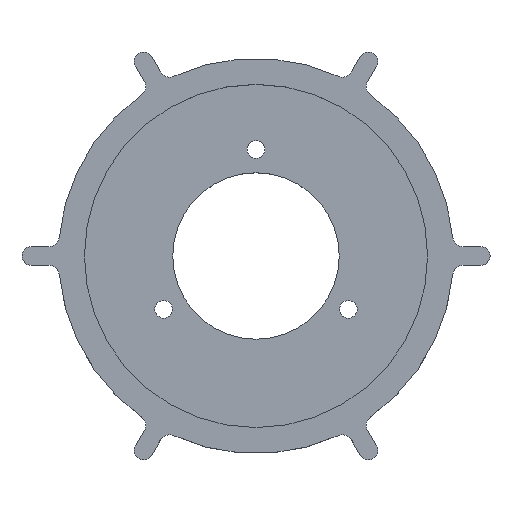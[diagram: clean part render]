
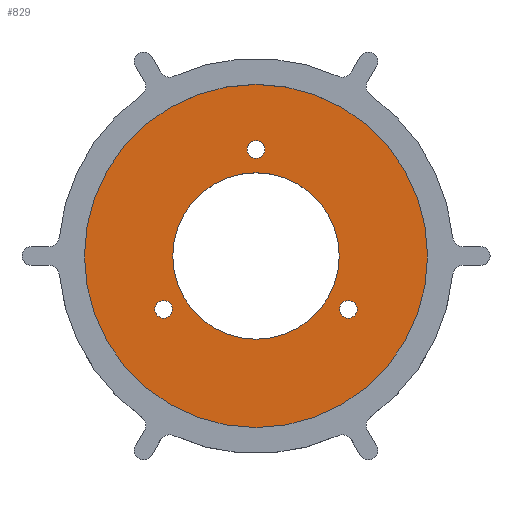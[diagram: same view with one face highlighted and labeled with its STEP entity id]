
A CAD part, top view. The second image highlights one B-rep face of the part: STEP entity #829.
In plain terms, the highlighted planar face has unit normal (0, 0, 1).
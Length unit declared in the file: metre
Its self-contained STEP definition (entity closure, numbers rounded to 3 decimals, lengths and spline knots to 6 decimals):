
#26=PLANE('',#944);
#378=ORIENTED_EDGE('',*,*,#384,.F.);
#379=ORIENTED_EDGE('',*,*,#390,.F.);
#380=ORIENTED_EDGE('',*,*,#388,.F.);
#381=ORIENTED_EDGE('',*,*,#386,.F.);
#382=ORIENTED_EDGE('',*,*,#500,.T.);
#384=EDGE_CURVE('',#502,#502,#584,.T.);
#386=EDGE_CURVE('',#504,#504,#586,.T.);
#388=EDGE_CURVE('',#506,#506,#588,.T.);
#390=EDGE_CURVE('',#508,#508,#590,.T.);
#500=EDGE_CURVE('',#582,#582,#640,.T.);
#502=VERTEX_POINT('',#1216);
#504=VERTEX_POINT('',#1221);
#506=VERTEX_POINT('',#1226);
#508=VERTEX_POINT('',#1231);
#582=VERTEX_POINT('',#1454);
#584=CIRCLE('',#845,0.008);
#586=CIRCLE('',#848,0.00085);
#588=CIRCLE('',#851,0.00085);
#590=CIRCLE('',#854,0.00085);
#640=CIRCLE('',#943,0.0165);
#694=EDGE_LOOP('',(#378));
#695=EDGE_LOOP('',(#379));
#696=EDGE_LOOP('',(#380));
#697=EDGE_LOOP('',(#381));
#698=EDGE_LOOP('',(#382));
#752=FACE_BOUND('',#694,.T.);
#753=FACE_BOUND('',#695,.T.);
#754=FACE_BOUND('',#696,.T.);
#755=FACE_BOUND('',#697,.T.);
#756=FACE_BOUND('',#698,.T.);
#829=ADVANCED_FACE('',(#752,#753,#754,#755,#756),#26,.T.);
#845=AXIS2_PLACEMENT_3D('',#1215,#951,#952);
#848=AXIS2_PLACEMENT_3D('',#1220,#957,#958);
#851=AXIS2_PLACEMENT_3D('',#1225,#963,#964);
#854=AXIS2_PLACEMENT_3D('',#1230,#969,#970);
#943=AXIS2_PLACEMENT_3D('',#1453,#1207,#1208);
#944=AXIS2_PLACEMENT_3D('',#1455,#1209,#1210);
#951=DIRECTION('',(0.,0.,1.));
#952=DIRECTION('',(1.,0.,0.));
#957=DIRECTION('',(0.,0.,1.));
#958=DIRECTION('',(1.,0.,0.));
#963=DIRECTION('',(0.,0.,1.));
#964=DIRECTION('',(1.,0.,0.));
#969=DIRECTION('',(0.,0.,1.));
#970=DIRECTION('',(1.,0.,0.));
#1207=DIRECTION('',(0.,0.,1.));
#1208=DIRECTION('',(1.,0.,0.));
#1209=DIRECTION('',(0.,0.,1.));
#1210=DIRECTION('',(1.,0.,0.));
#1215=CARTESIAN_POINT('',(0.,-0.034496,0.04));
#1216=CARTESIAN_POINT('',(0.008,-0.034496,0.04));
#1220=CARTESIAN_POINT('',(0.,-0.024246,0.04));
#1221=CARTESIAN_POINT('',(0.00085,-0.024246,0.04));
#1225=CARTESIAN_POINT('',(-0.008877,-0.039621,0.04));
#1226=CARTESIAN_POINT('',(-0.008027,-0.039621,0.04));
#1230=CARTESIAN_POINT('',(0.008877,-0.039621,0.04));
#1231=CARTESIAN_POINT('',(0.009727,-0.039621,0.04));
#1453=CARTESIAN_POINT('',(0.,-0.034496,0.04));
#1454=CARTESIAN_POINT('',(0.0165,-0.034496,0.04));
#1455=CARTESIAN_POINT('',(0.,-0.034496,0.04));
